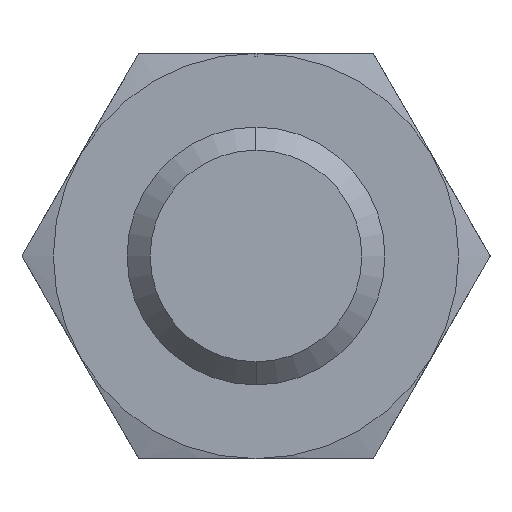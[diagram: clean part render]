
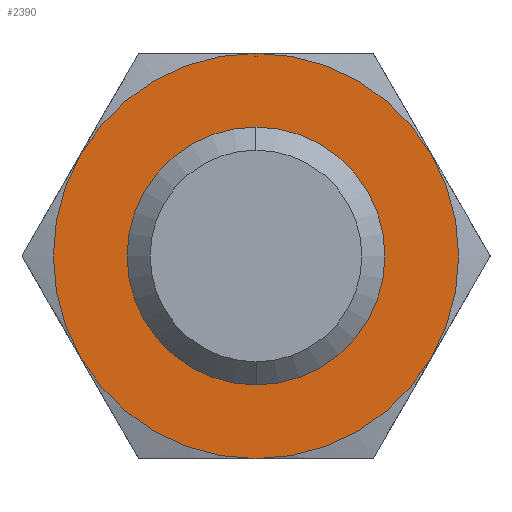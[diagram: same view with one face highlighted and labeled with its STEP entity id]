
A CAD part, left-side view. The second image highlights one B-rep face of the part: STEP entity #2390.
In plain terms, the highlighted planar face has unit normal (-1, 0, 0).
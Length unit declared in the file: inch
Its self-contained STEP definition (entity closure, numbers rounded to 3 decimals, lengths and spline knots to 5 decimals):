
#265 = AXIS2_PLACEMENT_3D ( 'NONE', #3688, #2431, #2414 ) ;
#269 = CARTESIAN_POINT ( 'NONE',  ( 0.389, 0., 0. ) ) ;
#344 = VERTEX_POINT ( 'NONE', #2724 ) ;
#615 = EDGE_CURVE ( 'NONE', #2376, #344, #2544, .T. ) ;
#771 = AXIS2_PLACEMENT_3D ( 'NONE', #269, #2545, #2222 ) ;
#988 = EDGE_CURVE ( 'NONE', #2094, #2940, #4139, .T. ) ;
#1150 = DIRECTION ( 'NONE',  ( 0., 0., 1. ) ) ;
#1264 = DIRECTION ( 'NONE',  ( 0., 0., -1. ) ) ;
#1338 = DIRECTION ( 'NONE',  ( 0., 0., -1. ) ) ;
#1751 = FACE_BOUND ( 'NONE', #3349, .T. ) ;
#1786 = CARTESIAN_POINT ( 'NONE',  ( 0.389, 0., -0.212 ) ) ;
#1794 = ORIENTED_EDGE ( 'NONE', *, *, #615, .F. ) ;
#1855 = CIRCLE ( 'NONE', #3107, 0.34375 ) ;
#1898 = ORIENTED_EDGE ( 'NONE', *, *, #988, .T. ) ;
#1911 = CIRCLE ( 'NONE', #771, 0.212 ) ;
#2094 = VERTEX_POINT ( 'NONE', #1786 ) ;
#2187 = ORIENTED_EDGE ( 'NONE', *, *, #2624, .F. ) ;
#2222 = DIRECTION ( 'NONE',  ( 0., 0., -1. ) ) ;
#2246 = CARTESIAN_POINT ( 'NONE',  ( 0.389, 0., 0. ) ) ;
#2251 = EDGE_CURVE ( 'NONE', #2940, #2094, #1911, .T. ) ;
#2376 = VERTEX_POINT ( 'NONE', #2448 ) ;
#2390 = ADVANCED_FACE ( 'NONE', ( #1751, #3062 ), #3102, .T. ) ;
#2414 = DIRECTION ( 'NONE',  ( 0., 0., -1. ) ) ;
#2431 = DIRECTION ( 'NONE',  ( 1., 0., 0. ) ) ;
#2448 = CARTESIAN_POINT ( 'NONE',  ( 0.389, 0., 0.34375 ) ) ;
#2544 = CIRCLE ( 'NONE', #3453, 0.34375 ) ;
#2545 = DIRECTION ( 'NONE',  ( 1., 0., 0. ) ) ;
#2560 = DIRECTION ( 'NONE',  ( 1., 0., 0. ) ) ;
#2624 = EDGE_CURVE ( 'NONE', #344, #2376, #1855, .T. ) ;
#2724 = CARTESIAN_POINT ( 'NONE',  ( 0.389, 0., -0.34375 ) ) ;
#2940 = VERTEX_POINT ( 'NONE', #2985 ) ;
#2961 = CARTESIAN_POINT ( 'NONE',  ( 0.389, 0., 0. ) ) ;
#2968 = AXIS2_PLACEMENT_3D ( 'NONE', #3429, #3689, #1150 ) ;
#2985 = CARTESIAN_POINT ( 'NONE',  ( 0.389, 0., 0.212 ) ) ;
#3062 = FACE_OUTER_BOUND ( 'NONE', #3925, .T. ) ;
#3102 = PLANE ( 'NONE',  #2968 ) ;
#3107 = AXIS2_PLACEMENT_3D ( 'NONE', #2246, #2560, #1264 ) ;
#3273 = ORIENTED_EDGE ( 'NONE', *, *, #2251, .T. ) ;
#3349 = EDGE_LOOP ( 'NONE', ( #1898, #3273 ) ) ;
#3429 = CARTESIAN_POINT ( 'NONE',  ( 0.389, 0.34375, 0. ) ) ;
#3453 = AXIS2_PLACEMENT_3D ( 'NONE', #2961, #3923, #1338 ) ;
#3688 = CARTESIAN_POINT ( 'NONE',  ( 0.389, 0., 0. ) ) ;
#3689 = DIRECTION ( 'NONE',  ( -1., 0., 0. ) ) ;
#3923 = DIRECTION ( 'NONE',  ( 1., 0., 0. ) ) ;
#3925 = EDGE_LOOP ( 'NONE', ( #2187, #1794 ) ) ;
#4139 = CIRCLE ( 'NONE', #265, 0.212 ) ;
